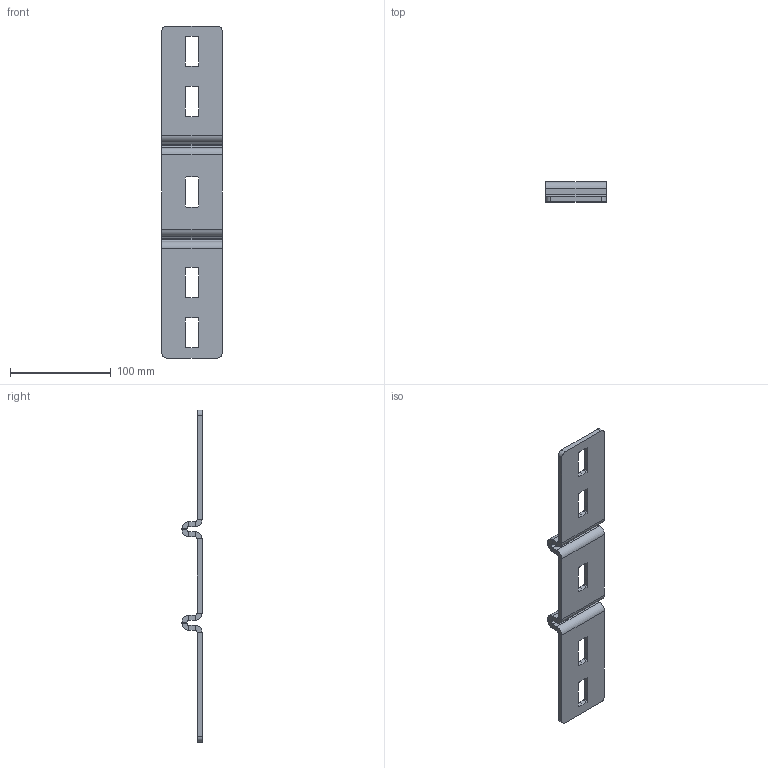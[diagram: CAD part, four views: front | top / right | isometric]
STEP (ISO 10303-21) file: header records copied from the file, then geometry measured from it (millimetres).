
FILE_DESCRIPTION((''),'2;1');
FILE_NAME('NPH','2019-08-05T09:32:42',('tomasz.grudniewski'),(''),'CREO PARAMETRIC BY PTC INC, 2018500','CREO PARAMETRIC BY PTC INC, 2018500','');
FILE_SCHEMA(('CONFIG_CONTROL_DESIGN'));
Length unit declared in the file: millimetre
Products named in the file (1): NPH
Bounding box: 60 x 20 x 330 mm (x, y, z)
Volume: 102528.8 mm3; surface area: 47421.1 mm2
Topology: 1 solids, 1 shells, 144 faces, 362 edges, 220 vertices
Faces by surface type: plane 104, cylinder 40
Entity records: 4272 total; most frequent: DIRECTION 730, CARTESIAN_POINT 726, ORIENTED_EDGE 724, EDGE_CURVE 362, VECTOR 282, LINE 282, AXIS2_PLACEMENT_3D 224, VERTEX_POINT 220
